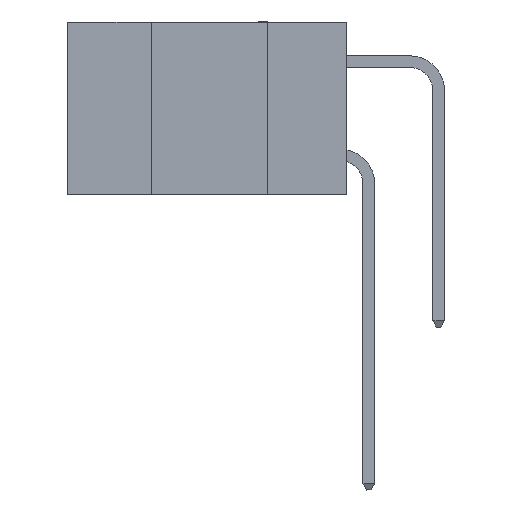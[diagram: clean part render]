
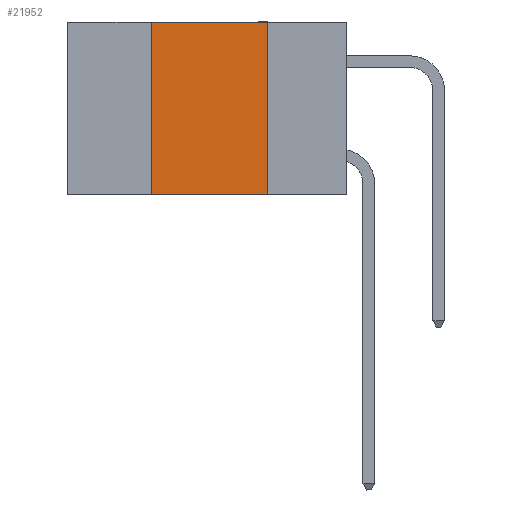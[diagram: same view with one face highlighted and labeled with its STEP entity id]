
A CAD part, left-side view. The second image highlights one B-rep face of the part: STEP entity #21952.
In plain terms, the highlighted planar face has unit normal (-1, 0, 0).
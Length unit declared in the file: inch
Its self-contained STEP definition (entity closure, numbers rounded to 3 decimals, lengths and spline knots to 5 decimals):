
#35 = VERTEX_POINT ( 'NONE', #37462 ) ;
#685 = AXIS2_PLACEMENT_3D ( 'NONE', #6228, #9370, #30562 ) ;
#2460 = CARTESIAN_POINT ( 'NONE',  ( 0., 0.17, -0.37 ) ) ;
#6228 = CARTESIAN_POINT ( 'NONE',  ( 0., 0.6, 0. ) ) ;
#9076 = VERTEX_POINT ( 'NONE', #12736 ) ;
#9240 = DIRECTION ( 'NONE',  ( 0., -1., 0. ) ) ;
#9268 = LINE ( 'NONE', #15257, #32481 ) ;
#9370 = DIRECTION ( 'NONE',  ( 1., 0., 0. ) ) ;
#12736 = CARTESIAN_POINT ( 'NONE',  ( 0., 0.42, 0. ) ) ;
#14079 = CARTESIAN_POINT ( 'NONE',  ( 0., 0.42, 0. ) ) ;
#15257 = CARTESIAN_POINT ( 'NONE',  ( 0., 0.17, 0. ) ) ;
#15512 = ORIENTED_EDGE ( 'NONE', *, *, #27606, .F. ) ;
#15951 = CARTESIAN_POINT ( 'NONE',  ( 0., 0.6, -0.37 ) ) ;
#16662 = VERTEX_POINT ( 'NONE', #2460 ) ;
#16787 = EDGE_CURVE ( 'NONE', #9076, #35, #27847, .T. ) ;
#17718 = VECTOR ( 'NONE', #38148, 39.37008 ) ;
#19525 = EDGE_CURVE ( 'NONE', #36793, #16662, #34251, .T. ) ;
#21952 = ADVANCED_FACE ( 'NONE', ( #26151 ), #24445, .F. ) ;
#23052 = ORIENTED_EDGE ( 'NONE', *, *, #37634, .F. ) ;
#24445 = PLANE ( 'NONE',  #685 ) ;
#26151 = FACE_OUTER_BOUND ( 'NONE', #39073, .T. ) ;
#26900 = VECTOR ( 'NONE', #9240, 39.37008 ) ;
#27215 = VECTOR ( 'NONE', #36998, 39.37008 ) ;
#27407 = DIRECTION ( 'NONE',  ( 0., 0., -1. ) ) ;
#27606 = EDGE_CURVE ( 'NONE', #36793, #9076, #33730, .T. ) ;
#27847 = LINE ( 'NONE', #30436, #26900 ) ;
#30436 = CARTESIAN_POINT ( 'NONE',  ( 0., 0.6, 0. ) ) ;
#30562 = DIRECTION ( 'NONE',  ( 0., 0., -1. ) ) ;
#32481 = VECTOR ( 'NONE', #27407, 39.37008 ) ;
#33730 = LINE ( 'NONE', #14079, #17718 ) ;
#33894 = ORIENTED_EDGE ( 'NONE', *, *, #16787, .F. ) ;
#34251 = LINE ( 'NONE', #15951, #27215 ) ;
#34376 = ORIENTED_EDGE ( 'NONE', *, *, #19525, .T. ) ;
#34821 = CARTESIAN_POINT ( 'NONE',  ( 0., 0.42, -0.37 ) ) ;
#36793 = VERTEX_POINT ( 'NONE', #34821 ) ;
#36998 = DIRECTION ( 'NONE',  ( 0., -1., 0. ) ) ;
#37462 = CARTESIAN_POINT ( 'NONE',  ( 0., 0.17, 0. ) ) ;
#37634 = EDGE_CURVE ( 'NONE', #35, #16662, #9268, .T. ) ;
#38148 = DIRECTION ( 'NONE',  ( 0., 0., 1. ) ) ;
#39073 = EDGE_LOOP ( 'NONE', ( #23052, #33894, #15512, #34376 ) ) ;
